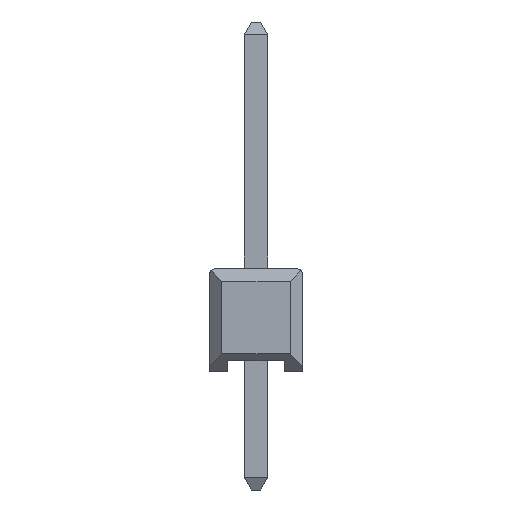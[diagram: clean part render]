
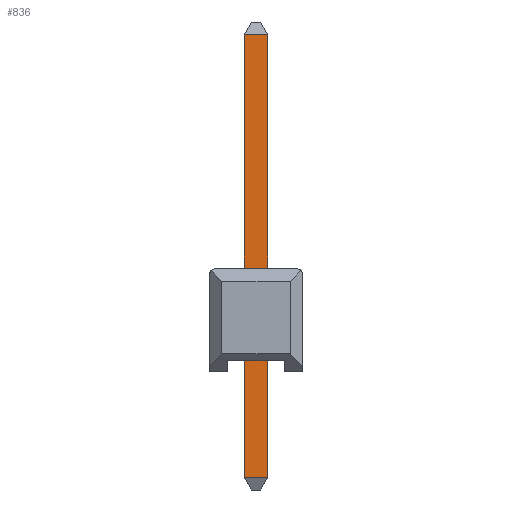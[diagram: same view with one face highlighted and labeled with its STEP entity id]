
A CAD part, left-side view. The second image highlights one B-rep face of the part: STEP entity #836.
In plain terms, the highlighted planar face has unit normal (-1, 0, 0).
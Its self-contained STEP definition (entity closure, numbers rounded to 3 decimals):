
#836=ADVANCED_FACE('',(#1270),#14873,.T.);
#1270=FACE_OUTER_BOUND('',#1728,.T.);
#1728=EDGE_LOOP('',(#3863,#3864,#3865,#3866));
#3863=ORIENTED_EDGE('',*,*,#10481,.T.);
#3864=ORIENTED_EDGE('',*,*,#10480,.F.);
#3865=ORIENTED_EDGE('',*,*,#10482,.T.);
#3866=ORIENTED_EDGE('',*,*,#10471,.F.);
#6019=PCURVE('',#14496,#8187);
#6030=PCURVE('',#14497,#8198);
#6031=PCURVE('',#14873,#8199);
#6032=PCURVE('',#14873,#8200);
#6033=PCURVE('',#14873,#8201);
#6034=PCURVE('',#14873,#8202);
#6052=PCURVE('',#14878,#8220);
#6065=PCURVE('',#14881,#8233);
#8187=DEFINITIONAL_REPRESENTATION('',(#13666),#25836);
#8198=DEFINITIONAL_REPRESENTATION('',(#13686),#25836);
#8199=DEFINITIONAL_REPRESENTATION('',(#13688),#25836);
#8200=DEFINITIONAL_REPRESENTATION('',(#13689),#25836);
#8201=DEFINITIONAL_REPRESENTATION('',(#13691),#25836);
#8202=DEFINITIONAL_REPRESENTATION('',(#13692),#25836);
#8220=DEFINITIONAL_REPRESENTATION('',(#13718),#25836);
#8233=DEFINITIONAL_REPRESENTATION('',(#13738),#25836);
#9343=SURFACE_CURVE('',#13665,(#6019,#6034),.PCURVE_S1.);
#9352=SURFACE_CURVE('',#13685,(#6030,#6032),.PCURVE_S1.);
#9353=SURFACE_CURVE('',#13687,(#6031,#6052),.PCURVE_S1.);
#9354=SURFACE_CURVE('',#13690,(#6033,#6065),.PCURVE_S1.);
#10471=EDGE_CURVE('',#14460,#14458,#9343,.T.);
#10480=EDGE_CURVE('',#14464,#14465,#9352,.T.);
#10481=EDGE_CURVE('',#14460,#14465,#9353,.T.);
#10482=EDGE_CURVE('',#14464,#14458,#9354,.T.);
#13665=B_SPLINE_CURVE_WITH_KNOTS('',1,(#25308,#25309),.UNSPECIFIED.,.F.,
 .F.,(2,2),(-20.383,-11.156),.UNSPECIFIED.);
#13666=B_SPLINE_CURVE_WITH_KNOTS('',1,(#25310,#25311),.UNSPECIFIED.,.F.,
 .F.,(2,2),(-20.383,-11.156),.UNSPECIFIED.);
#13685=B_SPLINE_CURVE_WITH_KNOTS('',1,(#25354,#25355),.UNSPECIFIED.,.F.,
 .F.,(2,2),(-10.526,-1.298),.UNSPECIFIED.);
#13686=B_SPLINE_CURVE_WITH_KNOTS('',1,(#25356,#25357),.UNSPECIFIED.,.F.,
 .F.,(2,2),(-10.526,-1.298),.UNSPECIFIED.);
#13687=B_SPLINE_CURVE_WITH_KNOTS('',1,(#25358,#25359),.UNSPECIFIED.,.F.,
 .F.,(2,2),(0.,0.63),.UNSPECIFIED.);
#13688=B_SPLINE_CURVE_WITH_KNOTS('',1,(#25360,#25361),.UNSPECIFIED.,.F.,
 .F.,(2,2),(0.,0.63),.UNSPECIFIED.);
#13689=B_SPLINE_CURVE_WITH_KNOTS('',1,(#25362,#25363),.UNSPECIFIED.,.F.,
 .F.,(2,2),(-10.526,-1.298),.UNSPECIFIED.);
#13690=B_SPLINE_CURVE_WITH_KNOTS('',1,(#25364,#25365),.UNSPECIFIED.,.F.,
 .F.,(2,2),(10.526,11.156),.UNSPECIFIED.);
#13691=B_SPLINE_CURVE_WITH_KNOTS('',1,(#25366,#25367),.UNSPECIFIED.,.F.,
 .F.,(2,2),(10.526,11.156),.UNSPECIFIED.);
#13692=B_SPLINE_CURVE_WITH_KNOTS('',1,(#25368,#25369),.UNSPECIFIED.,.F.,
 .F.,(2,2),(-20.383,-11.156),.UNSPECIFIED.);
#13718=B_SPLINE_CURVE_WITH_KNOTS('',1,(#25420,#25421),.UNSPECIFIED.,.F.,
 .F.,(2,2),(0.,0.63),.UNSPECIFIED.);
#13738=B_SPLINE_CURVE_WITH_KNOTS('',1,(#25460,#25461),.UNSPECIFIED.,.F.,
 .F.,(2,2),(10.526,11.156),.UNSPECIFIED.);
#14458=VERTEX_POINT('',#25292);
#14460=VERTEX_POINT('',#25294);
#14464=VERTEX_POINT('',#25298);
#14465=VERTEX_POINT('',#25299);
#14496=B_SPLINE_SURFACE_WITH_KNOTS('',1,1,((#25272,#25273),(#25274,#25275)),
 .UNSPECIFIED.,.F.,.F.,.F.,(2,2),(2,2),(-9.358,0.093),
(-0.64,0.01),.UNSPECIFIED.);
#14497=B_SPLINE_SURFACE_WITH_KNOTS('',1,1,((#25277,#25278),(#25279,#25280)),
 .UNSPECIFIED.,.F.,.F.,.F.,(2,2),(2,2),(-0.64,0.01),(-9.358,
0.093),.UNSPECIFIED.);
#14873=PLANE('',#15279);
#14878=PLANE('',#15284);
#14881=PLANE('',#15287);
#15279=AXIS2_PLACEMENT_3D('',#25281,#15670,$);
#15284=AXIS2_PLACEMENT_3D('',#25286,#15675,$);
#15287=AXIS2_PLACEMENT_3D('',#25289,#15678,$);
#15670=DIRECTION('',(-1.,0.,0.));
#15675=DIRECTION('',(-0.873,0.,0.488));
#15678=DIRECTION('',(-0.873,0.,-0.487));
#25272=CARTESIAN_POINT('',(-0.325,-0.315,9.326));
#25273=CARTESIAN_POINT('',(0.325,-0.315,9.326));
#25274=CARTESIAN_POINT('',(-0.325,-0.315,-2.981));
#25275=CARTESIAN_POINT('',(0.325,-0.315,-2.981));
#25277=CARTESIAN_POINT('',(-0.325,0.315,9.326));
#25278=CARTESIAN_POINT('',(-0.325,0.315,-2.981));
#25279=CARTESIAN_POINT('',(0.325,0.315,9.326));
#25280=CARTESIAN_POINT('',(0.325,0.315,-2.981));
#25281=CARTESIAN_POINT('',(-0.315,-0.325,9.326));
#25286=CARTESIAN_POINT('',(-0.12,-0.325,9.504));
#25289=CARTESIAN_POINT('',(-0.12,-0.325,-3.209));
#25292=CARTESIAN_POINT('',(-0.315,-0.315,-2.86));
#25294=CARTESIAN_POINT('',(-0.315,-0.315,9.156));
#25298=CARTESIAN_POINT('',(-0.315,0.315,-2.86));
#25299=CARTESIAN_POINT('',(-0.315,0.315,9.156));
#25308=CARTESIAN_POINT('',(-0.315,-0.315,9.156));
#25309=CARTESIAN_POINT('',(-0.315,-0.315,-2.86));
#25310=CARTESIAN_POINT('',(-9.227,-0.63));
#25311=CARTESIAN_POINT('',(0.,-0.63));
#25354=CARTESIAN_POINT('',(-0.315,0.315,-2.86));
#25355=CARTESIAN_POINT('',(-0.315,0.315,9.156));
#25356=CARTESIAN_POINT('',(-0.63,0.));
#25357=CARTESIAN_POINT('',(-0.63,-9.227));
#25358=CARTESIAN_POINT('',(-0.315,-0.315,9.156));
#25359=CARTESIAN_POINT('',(-0.315,0.315,9.156));
#25360=CARTESIAN_POINT('',(0.,0.038));
#25361=CARTESIAN_POINT('',(0.63,0.038));
#25362=CARTESIAN_POINT('',(0.63,9.266));
#25363=CARTESIAN_POINT('',(0.63,0.038));
#25364=CARTESIAN_POINT('',(-0.315,0.315,-2.86));
#25365=CARTESIAN_POINT('',(-0.315,-0.315,-2.86));
#25366=CARTESIAN_POINT('',(0.63,9.266));
#25367=CARTESIAN_POINT('',(0.,9.266));
#25368=CARTESIAN_POINT('',(0.,0.038));
#25369=CARTESIAN_POINT('',(0.,9.266));
#25420=CARTESIAN_POINT('',(-0.44,0.39));
#25421=CARTESIAN_POINT('',(0.19,0.39));
#25460=CARTESIAN_POINT('',(0.389,0.19));
#25461=CARTESIAN_POINT('',(0.389,-0.44));
#25836=(
GEOMETRIC_REPRESENTATION_CONTEXT(2)
PARAMETRIC_REPRESENTATION_CONTEXT()
REPRESENTATION_CONTEXT('pspace','')
);
